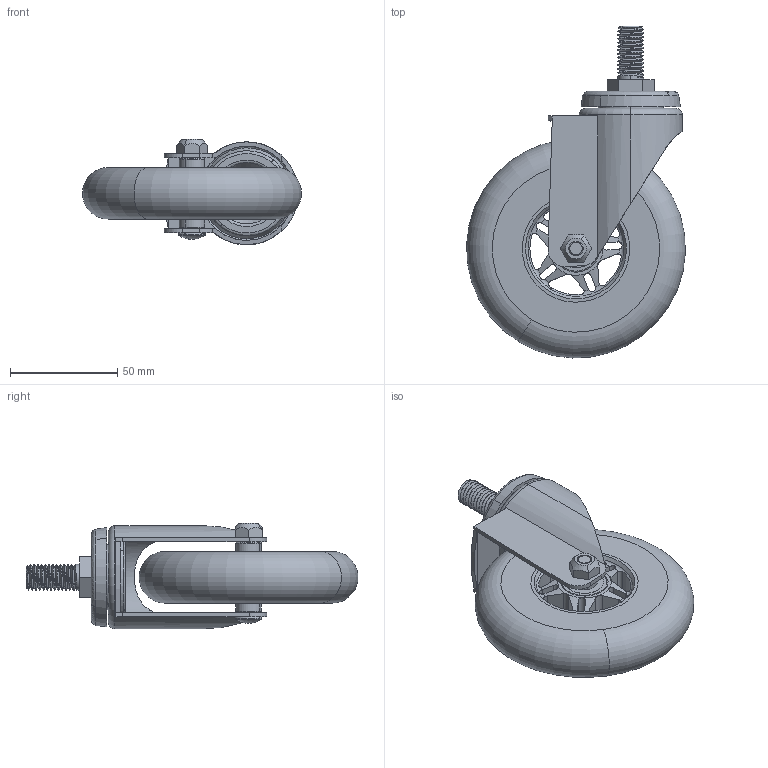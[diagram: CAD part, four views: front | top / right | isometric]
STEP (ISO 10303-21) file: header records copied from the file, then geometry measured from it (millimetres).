
FILE_DESCRIPTION (( 'STEP AP203' ), '1' );
FILE_NAME ('ACSU-102SS.STEP', '2015-10-02T01:48:57', ( 'WON SINCHUL' ), ( 'Hewlett-Packard Company' ), 'SwSTEP 2.0', 'SolidWorks 2015', '' );
FILE_SCHEMA (( 'CONFIG_CONTROL_DESIGN' ));
Length unit declared in the file: millimetre
Products named in the file (1): ACSU-102SS
Bounding box: 101.94 x 154.67 x 49.2 mm (x, y, z)
Volume: 203334.8 mm3; surface area: 80083.9 mm2
Topology: 15 solids, 15 shells, 509 faces, 1397 edges, 906 vertices
Faces by surface type: cylinder 218, plane 138, torus 58, cone 55, bspline 38, sphere 2
Entity records: 22568 total; most frequent: CARTESIAN_POINT 9767, ORIENTED_EDGE 2794, DIRECTION 2566, EDGE_CURVE 1397, AXIS2_PLACEMENT_3D 1057, VERTEX_POINT 906, CIRCLE 585, EDGE_LOOP 567
